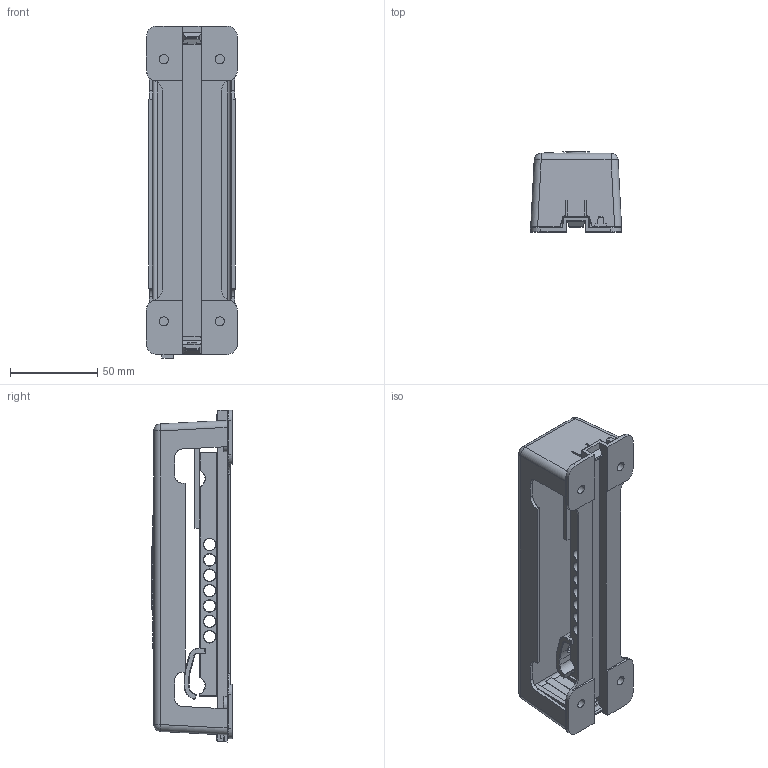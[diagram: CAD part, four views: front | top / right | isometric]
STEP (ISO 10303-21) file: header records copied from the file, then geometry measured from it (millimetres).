
FILE_DESCRIPTION((''),'2;1');
FILE_NAME('5015111_ASM','2013-07-11T',('AndreasKeweloh'),(''),'PRO/ENGINEER BY PARAMETRIC TECHNOLOGY CORPORATION, 2012360','PRO/ENGINEER BY PARAMETRIC TECHNOLOGY CORPORATION, 2012360','');
FILE_SCHEMA(('CONFIG_CONTROL_DESIGN'));
Length unit declared in the file: millimetre
Products named in the file (6): 1809_GRUNDPLATTE; ABDECKHAUBE; 1809_KONTAKTLEISTE; 1809_KLEMMSCHELLE; 1809_UEBERLEGER; 5015111_ASM
Assembly tree (5 placements, depth 2):
  5015111_ASM
    1809_GRUNDPLATTE
    ABDECKHAUBE
    1809_KONTAKTLEISTE
    1809_KLEMMSCHELLE
    1809_UEBERLEGER
Bounding box: 52.15 x 45.9 x 189.96 mm (x, y, z)
Volume: 72489 mm3; surface area: 70833.5 mm2
Topology: 5 solids, 5 shells, 1464 faces, 4071 edges, 2648 vertices
Faces by surface type: plane 1149, cylinder 204, cone 56, torus 31, sphere 12, extrusion 8, bspline 4
Entity records: 53143 total; most frequent: CARTESIAN_POINT 15530, ORIENTED_EDGE 8126, DIRECTION 7172, EDGE_CURVE 4063, VECTOR 3528, LINE 3520, VERTEX_POINT 2648, AXIS2_PLACEMENT_3D 1822
